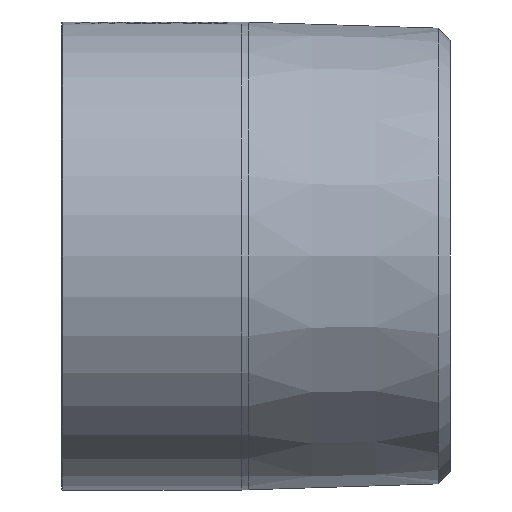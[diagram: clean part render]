
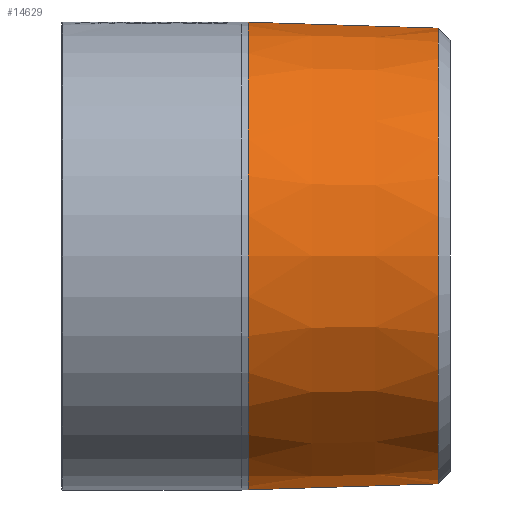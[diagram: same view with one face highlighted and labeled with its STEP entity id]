
A CAD part, front view. The second image highlights one B-rep face of the part: STEP entity #14629.
In plain terms, the highlighted conical face has half-angle 1.79 degrees and reference radius 29.805 mm.
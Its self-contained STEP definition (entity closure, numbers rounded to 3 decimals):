
#328 = LINE ( 'NONE', #6413, #9691 ) ;
#724 = EDGE_CURVE ( 'NONE', #14095, #15619, #10864, .T. ) ;
#1587 = VERTEX_POINT ( 'NONE', #8440 ) ;
#3041 = AXIS2_PLACEMENT_3D ( 'NONE', #20102, #4391, #17383 ) ;
#3291 = AXIS2_PLACEMENT_3D ( 'NONE', #16809, #19935, #9184 ) ;
#3930 = FACE_OUTER_BOUND ( 'NONE', #3959, .T. ) ;
#3959 = EDGE_LOOP ( 'NONE', ( #13226, #5994, #15091, #5603 ) ) ;
#4391 = DIRECTION ( 'NONE',  ( -1., 0., 0. ) ) ;
#5584 = VERTEX_POINT ( 'NONE', #19843 ) ;
#5603 = ORIENTED_EDGE ( 'NONE', *, *, #17838, .F. ) ;
#5981 = CARTESIAN_POINT ( 'NONE',  ( 48.472, 0., -29.356 ) ) ;
#5994 = ORIENTED_EDGE ( 'NONE', *, *, #12234, .T. ) ;
#6338 = DIRECTION ( 'NONE',  ( -1., 0., 0.031 ) ) ;
#6413 = CARTESIAN_POINT ( 'NONE',  ( 34.1, 0., 29.805 ) ) ;
#6966 = EDGE_CURVE ( 'NONE', #5584, #1587, #328, .T. ) ;
#7349 = DIRECTION ( 'NONE',  ( 0., 0., 1. ) ) ;
#8440 = CARTESIAN_POINT ( 'NONE',  ( 24., 0., 30.121 ) ) ;
#8591 = DIRECTION ( 'NONE',  ( -1., 0., -0.031 ) ) ;
#9061 = CIRCLE ( 'NONE', #19500, 29.356 ) ;
#9184 = DIRECTION ( 'NONE',  ( 0., 0., 1. ) ) ;
#9691 = VECTOR ( 'NONE', #6338, 1000. ) ;
#9888 = CARTESIAN_POINT ( 'NONE',  ( 34.1, 0., -29.805 ) ) ;
#10864 = LINE ( 'NONE', #9888, #13546 ) ;
#12234 = EDGE_CURVE ( 'NONE', #14095, #5584, #9061, .T. ) ;
#13226 = ORIENTED_EDGE ( 'NONE', *, *, #724, .F. ) ;
#13546 = VECTOR ( 'NONE', #8591, 1000. ) ;
#14095 = VERTEX_POINT ( 'NONE', #5981 ) ;
#14629 = ADVANCED_FACE ( 'NONE', ( #3930 ), #20195, .T. ) ;
#14911 = CIRCLE ( 'NONE', #3041, 30.121 ) ;
#15091 = ORIENTED_EDGE ( 'NONE', *, *, #6966, .T. ) ;
#15619 = VERTEX_POINT ( 'NONE', #20199 ) ;
#16269 = DIRECTION ( 'NONE',  ( -1., 0., 0. ) ) ;
#16612 = CARTESIAN_POINT ( 'NONE',  ( 48.472, 0., 0. ) ) ;
#16809 = CARTESIAN_POINT ( 'NONE',  ( 34.1, 0., 0. ) ) ;
#17383 = DIRECTION ( 'NONE',  ( 0., 0., 1. ) ) ;
#17838 = EDGE_CURVE ( 'NONE', #15619, #1587, #14911, .T. ) ;
#19500 = AXIS2_PLACEMENT_3D ( 'NONE', #16612, #16269, #7349 ) ;
#19843 = CARTESIAN_POINT ( 'NONE',  ( 48.472, 0., 29.356 ) ) ;
#19935 = DIRECTION ( 'NONE',  ( -1., 0., 0. ) ) ;
#20102 = CARTESIAN_POINT ( 'NONE',  ( 24., 0., 0. ) ) ;
#20195 = CONICAL_SURFACE ( 'NONE', #3291, 29.805, 0.031 ) ;
#20199 = CARTESIAN_POINT ( 'NONE',  ( 24., 0., -30.121 ) ) ;
